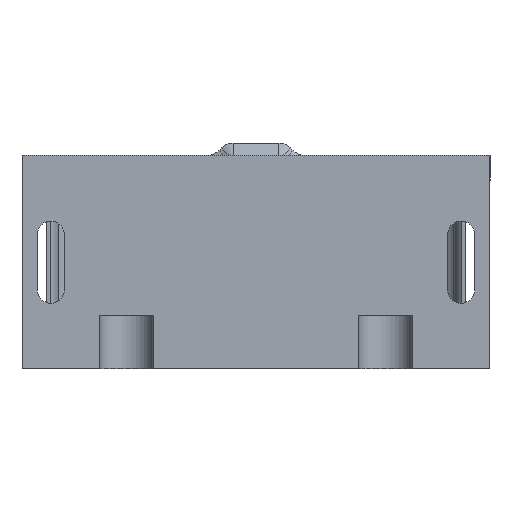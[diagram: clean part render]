
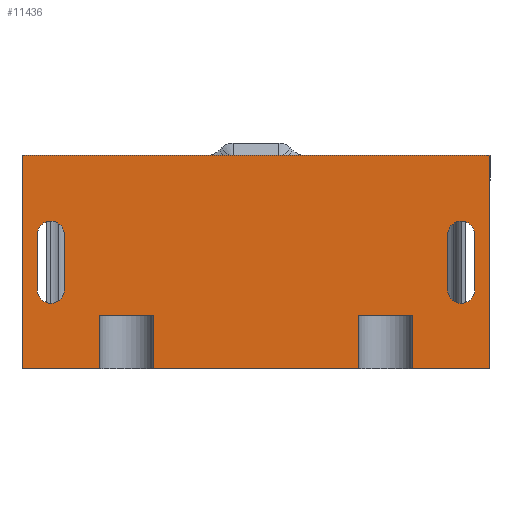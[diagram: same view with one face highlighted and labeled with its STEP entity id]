
A CAD part, front view. The second image highlights one B-rep face of the part: STEP entity #11436.
In plain terms, the highlighted planar face has unit normal (0, -1, 0).
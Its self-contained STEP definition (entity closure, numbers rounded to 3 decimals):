
#2200=DIRECTION('',(1.,0.,0.));
#2201=VECTOR('',#2200,13.2);
#2202=CARTESIAN_POINT('',(-38.2,-49.,-10.));
#2203=LINE('',#2202,#2201);
#2219=CARTESIAN_POINT('',(-50.,-49.,-3.7));
#2220=DIRECTION('',(0.,-1.,0.));
#2221=DIRECTION('',(-1.,0.,0.));
#2222=AXIS2_PLACEMENT_3D('',#2219,#2220,#2221);
#2224=CARTESIAN_POINT('',(-50.,-49.,9.703));
#2225=DIRECTION('',(0.,-1.,0.));
#2226=DIRECTION('',(1.,0.,0.));
#2227=AXIS2_PLACEMENT_3D('',#2224,#2225,#2226);
#2229=CARTESIAN_POINT('',(50.,-49.,9.703));
#2230=DIRECTION('',(0.,-1.,0.));
#2231=DIRECTION('',(1.,0.,0.));
#2232=AXIS2_PLACEMENT_3D('',#2229,#2230,#2231);
#2234=CARTESIAN_POINT('',(50.,-49.,-3.7));
#2235=DIRECTION('',(0.,-1.,0.));
#2236=DIRECTION('',(-1.,0.,0.));
#2237=AXIS2_PLACEMENT_3D('',#2234,#2235,#2236);
#2239=DIRECTION('',(0.,0.,1.));
#2240=VECTOR('',#2239,52.);
#2241=CARTESIAN_POINT('',(-57.,-49.,-23.));
#2242=LINE('',#2241,#2240);
#2243=DIRECTION('',(1.,0.,0.));
#2244=VECTOR('',#2243,114.);
#2245=CARTESIAN_POINT('',(-57.,-49.,29.));
#2246=LINE('',#2245,#2244);
#2247=DIRECTION('',(-1.,0.,0.));
#2248=VECTOR('',#2247,18.8);
#2249=CARTESIAN_POINT('',(57.,-49.,-23.));
#2250=LINE('',#2249,#2248);
#2251=DIRECTION('',(-1.,0.,0.));
#2252=VECTOR('',#2251,50.);
#2253=CARTESIAN_POINT('',(25.,-49.,-23.));
#2254=LINE('',#2253,#2252);
#2255=DIRECTION('',(-1.,0.,0.));
#2256=VECTOR('',#2255,18.8);
#2257=CARTESIAN_POINT('',(-38.2,-49.,-23.));
#2258=LINE('',#2257,#2256);
#2259=DIRECTION('',(0.,0.,1.));
#2260=VECTOR('',#2259,13.403);
#2261=CARTESIAN_POINT('',(-53.3,-49.,-3.7));
#2262=LINE('',#2261,#2260);
#2275=DIRECTION('',(0.,0.,-1.));
#2276=VECTOR('',#2275,13.403);
#2277=CARTESIAN_POINT('',(-46.7,-49.,9.703));
#2278=LINE('',#2277,#2276);
#3461=DIRECTION('',(0.,0.,1.));
#3462=VECTOR('',#3461,52.);
#3463=CARTESIAN_POINT('',(57.,-49.,-23.));
#3464=LINE('',#3463,#3462);
#3515=DIRECTION('',(0.,0.,-1.));
#3516=VECTOR('',#3515,13.403);
#3517=CARTESIAN_POINT('',(53.3,-49.,9.703));
#3518=LINE('',#3517,#3516);
#3523=DIRECTION('',(0.,0.,1.));
#3524=VECTOR('',#3523,13.403);
#3525=CARTESIAN_POINT('',(46.7,-49.,-3.7));
#3526=LINE('',#3525,#3524);
#4092=DIRECTION('',(0.,0.,1.));
#4093=VECTOR('',#4092,13.);
#4094=CARTESIAN_POINT('',(-38.2,-49.,-23.));
#4095=LINE('',#4094,#4093);
#4116=DIRECTION('',(0.,0.,-1.));
#4117=VECTOR('',#4116,13.);
#4118=CARTESIAN_POINT('',(-25.,-49.,-10.));
#4119=LINE('',#4118,#4117);
#4124=DIRECTION('',(0.,0.,1.));
#4125=VECTOR('',#4124,13.);
#4126=CARTESIAN_POINT('',(25.,-49.,-23.));
#4127=LINE('',#4126,#4125);
#4136=DIRECTION('',(1.,0.,0.));
#4137=VECTOR('',#4136,13.2);
#4138=CARTESIAN_POINT('',(25.,-49.,-10.));
#4139=LINE('',#4138,#4137);
#4163=DIRECTION('',(0.,0.,-1.));
#4164=VECTOR('',#4163,13.);
#4165=CARTESIAN_POINT('',(38.2,-49.,-10.));
#4166=LINE('',#4165,#4164);
#6773=CARTESIAN_POINT('',(-57.,-49.,-23.));
#6774=VERTEX_POINT('',#6773);
#6775=CARTESIAN_POINT('',(-38.2,-49.,-23.));
#6776=VERTEX_POINT('',#6775);
#6781=CARTESIAN_POINT('',(-25.,-49.,-23.));
#6782=VERTEX_POINT('',#6781);
#6783=CARTESIAN_POINT('',(25.,-49.,-23.));
#6784=VERTEX_POINT('',#6783);
#6789=CARTESIAN_POINT('',(38.2,-49.,-23.));
#6790=VERTEX_POINT('',#6789);
#6791=CARTESIAN_POINT('',(57.,-49.,-23.));
#6792=VERTEX_POINT('',#6791);
#6917=CARTESIAN_POINT('',(25.,-49.,-10.));
#6918=CARTESIAN_POINT('',(38.2,-49.,-10.));
#6919=VERTEX_POINT('',#6917);
#6920=VERTEX_POINT('',#6918);
#6921=CARTESIAN_POINT('',(-25.,-49.,-10.));
#6922=VERTEX_POINT('',#6921);
#6923=CARTESIAN_POINT('',(-38.2,-49.,-10.));
#6924=VERTEX_POINT('',#6923);
#6925=CARTESIAN_POINT('',(-53.3,-49.,-3.7));
#6926=CARTESIAN_POINT('',(-46.7,-49.,-3.7));
#6927=VERTEX_POINT('',#6925);
#6928=VERTEX_POINT('',#6926);
#6929=CARTESIAN_POINT('',(-46.7,-49.,9.703));
#6930=VERTEX_POINT('',#6929);
#6931=CARTESIAN_POINT('',(-53.3,-49.,9.703));
#6932=VERTEX_POINT('',#6931);
#6933=CARTESIAN_POINT('',(53.3,-49.,9.703));
#6934=CARTESIAN_POINT('',(53.3,-49.,-3.7));
#6935=VERTEX_POINT('',#6933);
#6936=VERTEX_POINT('',#6934);
#6937=CARTESIAN_POINT('',(46.7,-49.,9.703));
#6938=VERTEX_POINT('',#6937);
#6939=CARTESIAN_POINT('',(46.7,-49.,-3.7));
#6940=VERTEX_POINT('',#6939);
#6994=CARTESIAN_POINT('',(57.,-49.,29.));
#6995=VERTEX_POINT('',#6994);
#6996=CARTESIAN_POINT('',(-57.,-49.,29.));
#6997=VERTEX_POINT('',#6996);
#11386=CARTESIAN_POINT('',(0.,-49.,0.));
#11387=DIRECTION('',(0.,1.,0.));
#11388=DIRECTION('',(1.,0.,0.));
#11389=AXIS2_PLACEMENT_3D('',#11386,#11387,#11388);
#11390=PLANE('',#11389);
#11392=ORIENTED_EDGE('',*,*,#11391,.T.);
#11394=ORIENTED_EDGE('',*,*,#11393,.T.);
#11396=ORIENTED_EDGE('',*,*,#11395,.F.);
#11398=ORIENTED_EDGE('',*,*,#11397,.T.);
#11400=ORIENTED_EDGE('',*,*,#11399,.F.);
#11402=ORIENTED_EDGE('',*,*,#11401,.F.);
#11404=ORIENTED_EDGE('',*,*,#11403,.F.);
#11406=ORIENTED_EDGE('',*,*,#11405,.T.);
#11408=ORIENTED_EDGE('',*,*,#11407,.F.);
#11409=ORIENTED_EDGE('',*,*,#11364,.F.);
#11411=ORIENTED_EDGE('',*,*,#11410,.F.);
#11413=ORIENTED_EDGE('',*,*,#11412,.T.);
#11414=EDGE_LOOP('',(#11392,#11394,#11396,#11398,#11400,#11402,#11404,#11406,
#11408,#11409,#11411,#11413));
#11415=FACE_OUTER_BOUND('',#11414,.F.);
#11417=ORIENTED_EDGE('',*,*,#11416,.F.);
#11419=ORIENTED_EDGE('',*,*,#11418,.T.);
#11421=ORIENTED_EDGE('',*,*,#11420,.F.);
#11423=ORIENTED_EDGE('',*,*,#11422,.T.);
#11424=EDGE_LOOP('',(#11417,#11419,#11421,#11423));
#11425=FACE_BOUND('',#11424,.F.);
#11427=ORIENTED_EDGE('',*,*,#11426,.T.);
#11429=ORIENTED_EDGE('',*,*,#11428,.F.);
#11431=ORIENTED_EDGE('',*,*,#11430,.T.);
#11433=ORIENTED_EDGE('',*,*,#11432,.F.);
#11434=EDGE_LOOP('',(#11427,#11429,#11431,#11433));
#11435=FACE_BOUND('',#11434,.F.);
#2223=CIRCLE('',#2222,3.3);
#2228=CIRCLE('',#2227,3.3);
#2233=CIRCLE('',#2232,3.3);
#2238=CIRCLE('',#2237,3.3);
#11364=EDGE_CURVE('',#6924,#6922,#2203,.T.);
#11391=EDGE_CURVE('',#6774,#6997,#2242,.T.);
#11393=EDGE_CURVE('',#6997,#6995,#2246,.T.);
#11395=EDGE_CURVE('',#6792,#6995,#3464,.T.);
#11397=EDGE_CURVE('',#6792,#6790,#2250,.T.);
#11399=EDGE_CURVE('',#6920,#6790,#4166,.T.);
#11401=EDGE_CURVE('',#6919,#6920,#4139,.T.);
#11403=EDGE_CURVE('',#6784,#6919,#4127,.T.);
#11405=EDGE_CURVE('',#6784,#6782,#2254,.T.);
#11407=EDGE_CURVE('',#6922,#6782,#4119,.T.);
#11410=EDGE_CURVE('',#6776,#6924,#4095,.T.);
#11412=EDGE_CURVE('',#6776,#6774,#2258,.T.);
#11416=EDGE_CURVE('',#6935,#6936,#3518,.T.);
#11418=EDGE_CURVE('',#6935,#6938,#2233,.T.);
#11420=EDGE_CURVE('',#6940,#6938,#3526,.T.);
#11422=EDGE_CURVE('',#6940,#6936,#2238,.T.);
#11426=EDGE_CURVE('',#6927,#6928,#2223,.T.);
#11428=EDGE_CURVE('',#6930,#6928,#2278,.T.);
#11430=EDGE_CURVE('',#6930,#6932,#2228,.T.);
#11432=EDGE_CURVE('',#6927,#6932,#2262,.T.);
#11436=ADVANCED_FACE('',(#11415,#11425,#11435),#11390,.F.);
